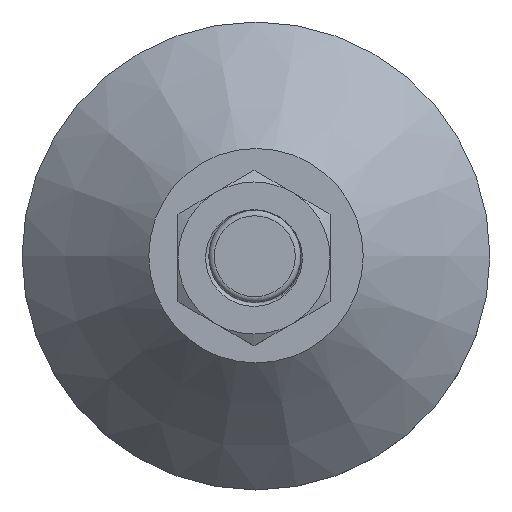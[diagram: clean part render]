
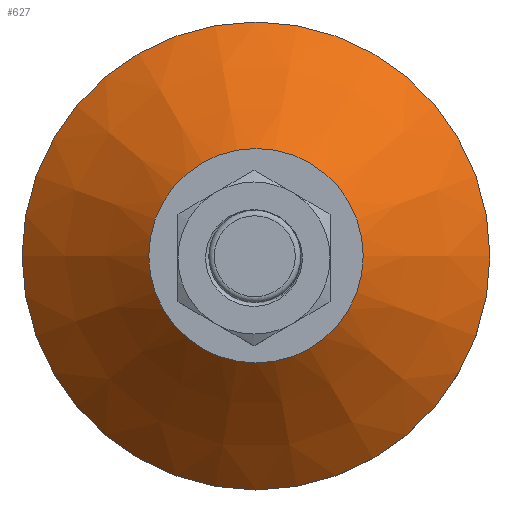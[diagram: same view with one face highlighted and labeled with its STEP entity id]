
A CAD part, top view. The second image highlights one B-rep face of the part: STEP entity #627.
In plain terms, the highlighted conical face has half-angle 45 degrees and reference radius 14.584 mm.
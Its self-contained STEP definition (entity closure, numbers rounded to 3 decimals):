
#88=CONICAL_SURFACE('',#703,14.584,0.785);
#120=FACE_OUTER_BOUND('',#166,.T.);
#166=EDGE_LOOP('',(#548,#549,#550,#551));
#199=CIRCLE('',#704,9.168);
#200=CIRCLE('',#705,20.);
#240=LINE('',#2323,#258);
#258=VECTOR('',#838,14.584);
#307=VERTEX_POINT('',#2320);
#308=VERTEX_POINT('',#2322);
#389=EDGE_CURVE('',#307,#307,#199,.T.);
#390=EDGE_CURVE('',#307,#308,#240,.T.);
#391=EDGE_CURVE('',#308,#308,#200,.T.);
#548=ORIENTED_EDGE('',*,*,#389,.T.);
#549=ORIENTED_EDGE('',*,*,#390,.T.);
#550=ORIENTED_EDGE('',*,*,#391,.T.);
#551=ORIENTED_EDGE('',*,*,#390,.F.);
#627=ADVANCED_FACE('',(#120),#88,.T.);
#703=AXIS2_PLACEMENT_3D('',#2319,#834,#835);
#704=AXIS2_PLACEMENT_3D('',#2321,#836,#837);
#705=AXIS2_PLACEMENT_3D('',#2324,#839,#840);
#834=DIRECTION('center_axis',(0.,0.,-1.));
#835=DIRECTION('ref_axis',(1.,0.,0.));
#836=DIRECTION('center_axis',(0.,0.,-1.));
#837=DIRECTION('ref_axis',(1.,0.,0.));
#838=DIRECTION('',(-0.707,0.,-0.707));
#839=DIRECTION('center_axis',(0.,0.,1.));
#840=DIRECTION('ref_axis',(1.,0.,0.));
#2319=CARTESIAN_POINT('Origin',(-21.751,-29.639,-6.705));
#2320=CARTESIAN_POINT('',(-30.919,-29.639,-1.289));
#2321=CARTESIAN_POINT('Origin',(-21.751,-29.639,-1.289));
#2322=CARTESIAN_POINT('',(-41.751,-29.639,-12.121));
#2323=CARTESIAN_POINT('',(-36.335,-29.639,-6.705));
#2324=CARTESIAN_POINT('Origin',(-21.751,-29.639,-12.121));
